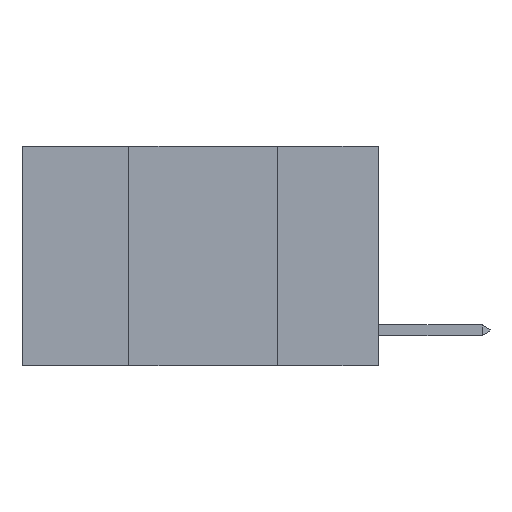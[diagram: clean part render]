
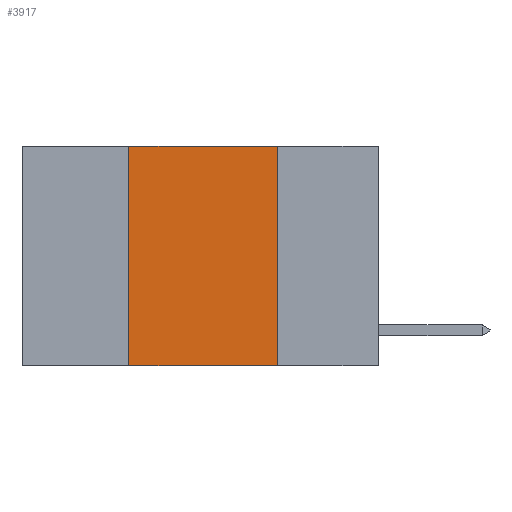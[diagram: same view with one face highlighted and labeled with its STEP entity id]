
A CAD part, left-side view. The second image highlights one B-rep face of the part: STEP entity #3917.
In plain terms, the highlighted planar face has unit normal (-1, 0, 0).
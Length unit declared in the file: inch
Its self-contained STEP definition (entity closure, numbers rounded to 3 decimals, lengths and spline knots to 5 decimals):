
#870 = ORIENTED_EDGE ( 'NONE', *, *, #19767, .F. ) ;
#1924 = ORIENTED_EDGE ( 'NONE', *, *, #13819, .F. ) ;
#2220 = CARTESIAN_POINT ( 'NONE',  ( 0., 0.6, 0. ) ) ;
#2264 = DIRECTION ( 'NONE',  ( 0., 0., 1. ) ) ;
#2357 = DIRECTION ( 'NONE',  ( 1., 0., 0. ) ) ;
#3917 = ADVANCED_FACE ( 'NONE', ( #3929 ), #12646, .F. ) ;
#3929 = FACE_OUTER_BOUND ( 'NONE', #18101, .T. ) ;
#4055 = CARTESIAN_POINT ( 'NONE',  ( 0., 0.17, -0.37 ) ) ;
#4916 = VERTEX_POINT ( 'NONE', #20029 ) ;
#5672 = EDGE_CURVE ( 'NONE', #4916, #21954, #24751, .T. ) ;
#6434 = LINE ( 'NONE', #25857, #20699 ) ;
#6841 = VECTOR ( 'NONE', #20998, 39.37008 ) ;
#7111 = ORIENTED_EDGE ( 'NONE', *, *, #5672, .T. ) ;
#8161 = CARTESIAN_POINT ( 'NONE',  ( 0., 0.42, 0. ) ) ;
#8367 = VERTEX_POINT ( 'NONE', #14638 ) ;
#9209 = VECTOR ( 'NONE', #2264, 39.37008 ) ;
#11221 = DIRECTION ( 'NONE',  ( 0., 0., -1. ) ) ;
#11781 = CARTESIAN_POINT ( 'NONE',  ( 0., 0.6, -0.37 ) ) ;
#12382 = EDGE_CURVE ( 'NONE', #4916, #13793, #25824, .T. ) ;
#12646 = PLANE ( 'NONE',  #21714 ) ;
#13793 = VERTEX_POINT ( 'NONE', #8161 ) ;
#13819 = EDGE_CURVE ( 'NONE', #13793, #8367, #6434, .T. ) ;
#14638 = CARTESIAN_POINT ( 'NONE',  ( 0., 0.17, 0. ) ) ;
#16400 = VECTOR ( 'NONE', #22766, 39.37008 ) ;
#18057 = ORIENTED_EDGE ( 'NONE', *, *, #12382, .F. ) ;
#18101 = EDGE_LOOP ( 'NONE', ( #870, #1924, #18057, #7111 ) ) ;
#18716 = CARTESIAN_POINT ( 'NONE',  ( 0., 0.17, 0. ) ) ;
#19474 = DIRECTION ( 'NONE',  ( 0., -1., 0. ) ) ;
#19767 = EDGE_CURVE ( 'NONE', #8367, #21954, #23416, .T. ) ;
#20029 = CARTESIAN_POINT ( 'NONE',  ( 0., 0.42, -0.37 ) ) ;
#20699 = VECTOR ( 'NONE', #19474, 39.37008 ) ;
#20998 = DIRECTION ( 'NONE',  ( 0., 0., -1. ) ) ;
#21708 = CARTESIAN_POINT ( 'NONE',  ( 0., 0.42, 0. ) ) ;
#21714 = AXIS2_PLACEMENT_3D ( 'NONE', #2220, #2357, #11221 ) ;
#21954 = VERTEX_POINT ( 'NONE', #4055 ) ;
#22766 = DIRECTION ( 'NONE',  ( 0., -1., 0. ) ) ;
#23416 = LINE ( 'NONE', #18716, #6841 ) ;
#24751 = LINE ( 'NONE', #11781, #16400 ) ;
#25824 = LINE ( 'NONE', #21708, #9209 ) ;
#25857 = CARTESIAN_POINT ( 'NONE',  ( 0., 0.6, 0. ) ) ;
